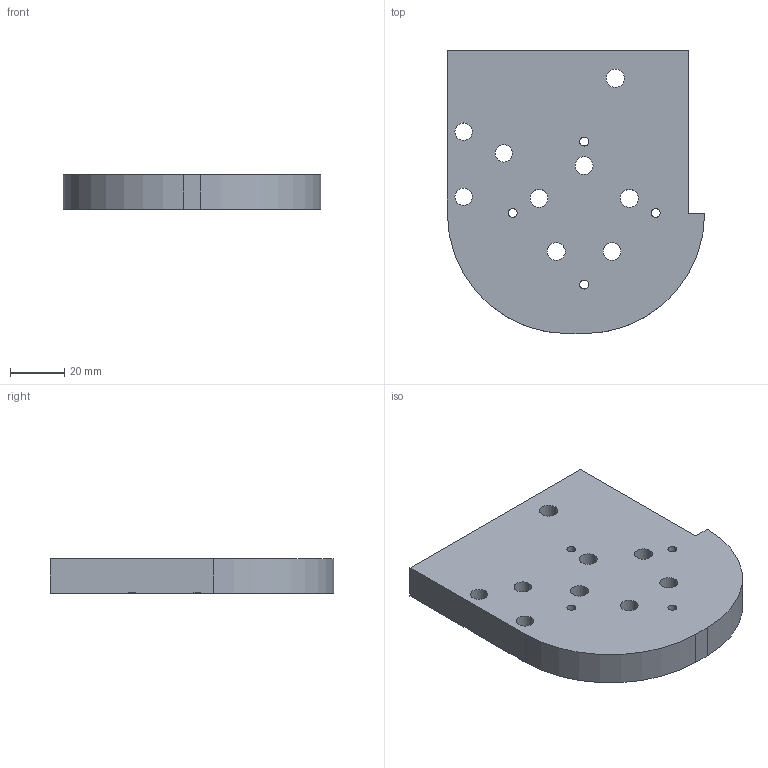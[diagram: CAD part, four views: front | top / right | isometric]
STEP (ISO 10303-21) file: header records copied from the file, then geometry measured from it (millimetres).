
FILE_DESCRIPTION (( 'STEP AP214' ), '1' );
FILE_NAME ('J1 Turret Platform.STEP', '2023-08-10T03:22:23', ( '' ), ( '' ), 'SwSTEP 2.0', 'SolidWorks 2021', '' );
FILE_SCHEMA (( 'AUTOMOTIVE_DESIGN' ));
Length unit declared in the file: millimetre
Products named in the file (1): J1 Turret Platform
Bounding box: 94.9 x 104.45 x 12.7 mm (x, y, z)
Volume: 97248.7 mm3; surface area: 25500.7 mm2
Topology: 1 solids, 1 shells, 64 faces, 173 edges, 105 vertices
Faces by surface type: cylinder 40, cone 16, plane 8
Entity records: 2059 total; most frequent: DIRECTION 375, CARTESIAN_POINT 349, ORIENTED_EDGE 326, EDGE_CURVE 163, AXIS2_PLACEMENT_3D 151, VERTEX_POINT 105, EDGE_LOOP 94, CIRCLE 86
